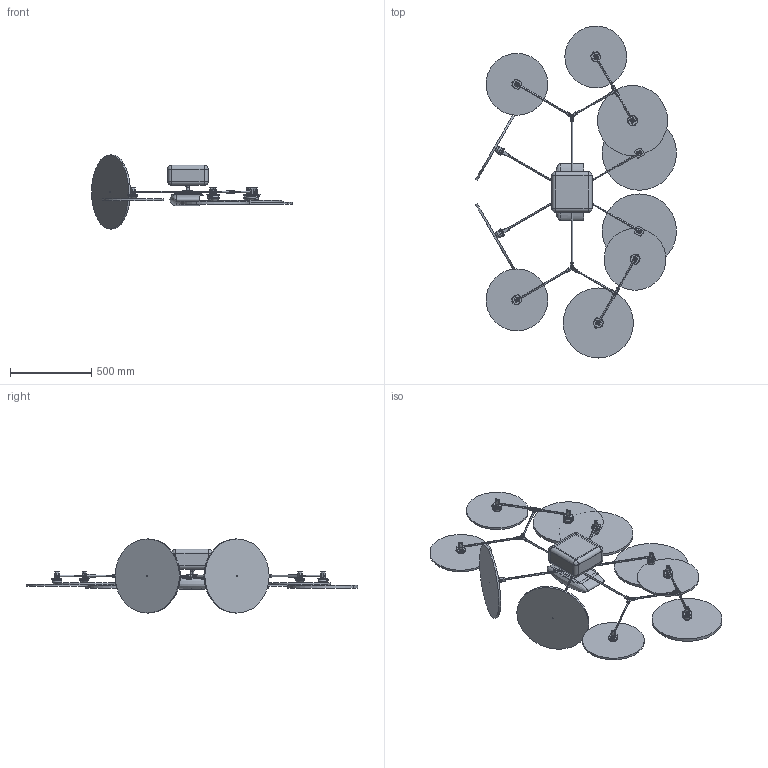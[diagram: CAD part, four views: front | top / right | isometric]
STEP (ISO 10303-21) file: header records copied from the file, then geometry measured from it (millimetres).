
FILE_DESCRIPTION((''),'2;1');
FILE_NAME('UAV_ASM','2023-05-16T15:16:58',('E33734'),(''),'CREO PARAMETRIC BY PTC INC, 2019352','CREO PARAMETRIC BY PTC INC, 2019352','');
FILE_SCHEMA(('CONFIG_CONTROL_DESIGN'));
Length unit declared in the file: millimetre
Products named in the file (61): ORIENT; MAINHUB_1; ARM_90_2; FLANGE_40_2; MOTOR_7; PROPELLER_7; ARM_90_1; FLANGE_40_1; MOTOR_6; PROPELLER_6; ARM_89_1; BRANCH_10_1; ARM_87_1; BRANCH_9_1; ARM_85_1; FLANGE_37_1; MOTOR_3; PROPELLER_3; ARM_86_1; FLANGE_38_1; MOTOR_4; PROPELLER_4; ARM_88_1; FLANGE_39_1; MOTOR_5; PROPELLER_5; ARM_84_2; FLANGE_2; MOTOR_2; PROPELLER_2; ARM_84_1; FLANGE_1; MOTOR_1; PROPELLER_1; CARGOCASE; CARGO; ARM_89_2; BRANCH_10_2; ARM_87_2; BRANCH_9_2 ...
Assembly tree (60 placements, depth 2):
  UAV_ASM
    ORIENT
    MAINHUB_1
    ARM_90_2
    FLANGE_40_2
    MOTOR_7
    PROPELLER_7
    ARM_90_1
    FLANGE_40_1
    MOTOR_6
    PROPELLER_6
    ARM_89_1
    BRANCH_10_1
    ARM_87_1
    BRANCH_9_1
    ARM_85_1
    FLANGE_37_1
    MOTOR_3
    PROPELLER_3
    ARM_86_1
    FLANGE_38_1
    MOTOR_4
    PROPELLER_4
    ARM_88_1
    FLANGE_39_1
    MOTOR_5
    PROPELLER_5
    ARM_84_2
    FLANGE_2
    MOTOR_2
    PROPELLER_2
    ARM_84_1
    FLANGE_1
    MOTOR_1
    PROPELLER_1
    CARGOCASE
    CARGO
    ARM_89_2
    BRANCH_10_2
    ARM_87_2
    BRANCH_9_2
    ARM_85_2
    FLANGE_37_2
    MOTOR_8
    PROPELLER_8
    ARM_86_2
    FLANGE_38_2
    MOTOR_9
    PROPELLER_9
    ARM_88_2
    FLANGE_39_2
    MOTOR_10
    PROPELLER_10
    FUSELAGE_1
    SENSOR_3
    BATTERY_1
    SENSOR_4
    SENSOR_6
    SENSOR_5
    SENSOR_1
Bounding box: 1238.25 x 2046.43 x 457.2 mm (x, y, z)
Volume: 32932010 mm3; surface area: 4625919.5 mm2
Topology: 90 solids, 92 shells, 1456 faces, 3184 edges, 1950 vertices
Faces by surface type: cylinder 760, plane 493, sphere 112, torus 42, cone 40, revolution 6, extrusion 3
Entity records: 43376 total; most frequent: CARTESIAN_POINT 9629, DIRECTION 7367, ORIENTED_EDGE 6360, EDGE_CURVE 3180, AXIS2_PLACEMENT_3D 2871, VERTEX_POINT 1950, VECTOR 1619, LINE 1616
